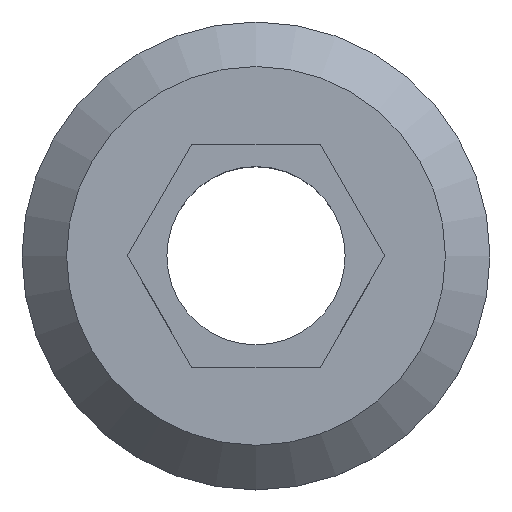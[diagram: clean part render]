
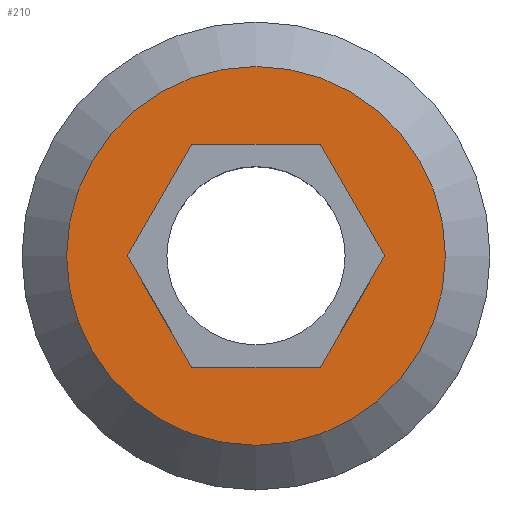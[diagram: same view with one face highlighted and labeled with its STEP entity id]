
A CAD part, top view. The second image highlights one B-rep face of the part: STEP entity #210.
In plain terms, the highlighted planar face has unit normal (0, 0, 1).
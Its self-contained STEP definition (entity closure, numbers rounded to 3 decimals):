
#17=FACE_BOUND('',#43,.T.);
#20=PLANE('',#245);
#30=FACE_OUTER_BOUND('',#42,.T.);
#42=EDGE_LOOP('',(#157));
#43=EDGE_LOOP('',(#158,#159,#160,#161,#162,#163));
#57=LINE('',#333,#78);
#58=LINE('',#335,#79);
#59=LINE('',#337,#80);
#60=LINE('',#339,#81);
#61=LINE('',#341,#82);
#62=LINE('',#342,#83);
#78=VECTOR('',#273,10.);
#79=VECTOR('',#274,10.);
#80=VECTOR('',#275,10.);
#81=VECTOR('',#276,10.);
#82=VECTOR('',#277,10.);
#83=VECTOR('',#278,10.);
#99=CIRCLE('',#243,8.5);
#107=VERTEX_POINT('',#326);
#108=VERTEX_POINT('',#331);
#109=VERTEX_POINT('',#332);
#110=VERTEX_POINT('',#334);
#111=VERTEX_POINT('',#336);
#112=VERTEX_POINT('',#338);
#113=VERTEX_POINT('',#340);
#126=EDGE_CURVE('',#107,#107,#99,.T.);
#128=EDGE_CURVE('',#108,#109,#57,.T.);
#129=EDGE_CURVE('',#110,#108,#58,.T.);
#130=EDGE_CURVE('',#111,#110,#59,.T.);
#131=EDGE_CURVE('',#112,#111,#60,.T.);
#132=EDGE_CURVE('',#113,#112,#61,.T.);
#133=EDGE_CURVE('',#109,#113,#62,.T.);
#157=ORIENTED_EDGE('',*,*,#126,.F.);
#158=ORIENTED_EDGE('',*,*,#128,.F.);
#159=ORIENTED_EDGE('',*,*,#129,.F.);
#160=ORIENTED_EDGE('',*,*,#130,.F.);
#161=ORIENTED_EDGE('',*,*,#131,.F.);
#162=ORIENTED_EDGE('',*,*,#132,.F.);
#163=ORIENTED_EDGE('',*,*,#133,.F.);
#210=ADVANCED_FACE('',(#30,#17),#20,.T.);
#243=AXIS2_PLACEMENT_3D('',#328,#267,#268);
#245=AXIS2_PLACEMENT_3D('',#330,#271,#272);
#267=DIRECTION('center_axis',(0.,0.,-1.));
#268=DIRECTION('ref_axis',(-1.,0.,0.));
#271=DIRECTION('center_axis',(0.,0.,1.));
#272=DIRECTION('ref_axis',(1.,0.,0.));
#273=DIRECTION('',(-1.,0.,0.));
#274=DIRECTION('',(-0.5,0.866,0.));
#275=DIRECTION('',(0.5,0.866,0.));
#276=DIRECTION('',(1.,0.,0.));
#277=DIRECTION('',(0.5,-0.866,0.));
#278=DIRECTION('',(-0.5,-0.866,0.));
#326=CARTESIAN_POINT('',(8.5,0.,3.));
#328=CARTESIAN_POINT('Origin',(0.,0.,3.));
#330=CARTESIAN_POINT('Origin',(0.,0.,3.));
#331=CARTESIAN_POINT('',(2.887,5.,3.));
#332=CARTESIAN_POINT('',(-2.887,5.,3.));
#333=CARTESIAN_POINT('',(1.443,5.,3.));
#334=CARTESIAN_POINT('',(5.774,0.,3.));
#335=CARTESIAN_POINT('',(5.052,1.25,3.));
#336=CARTESIAN_POINT('',(2.887,-5.,3.));
#337=CARTESIAN_POINT('',(3.608,-3.75,3.));
#338=CARTESIAN_POINT('',(-2.887,-5.,3.));
#339=CARTESIAN_POINT('',(-1.443,-5.,3.));
#340=CARTESIAN_POINT('',(-5.774,0.,3.));
#341=CARTESIAN_POINT('',(-5.052,-1.25,3.));
#342=CARTESIAN_POINT('',(-3.608,3.75,3.));
